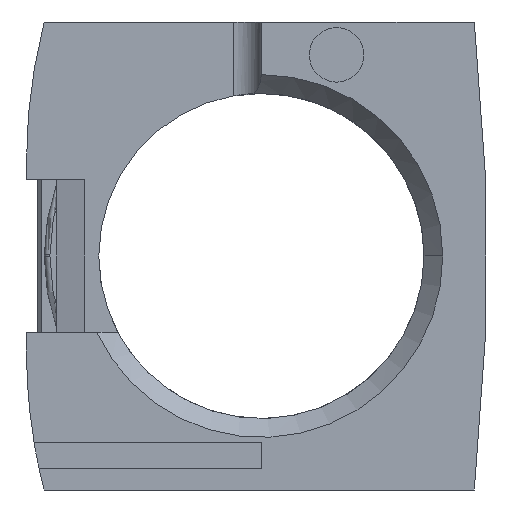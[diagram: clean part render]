
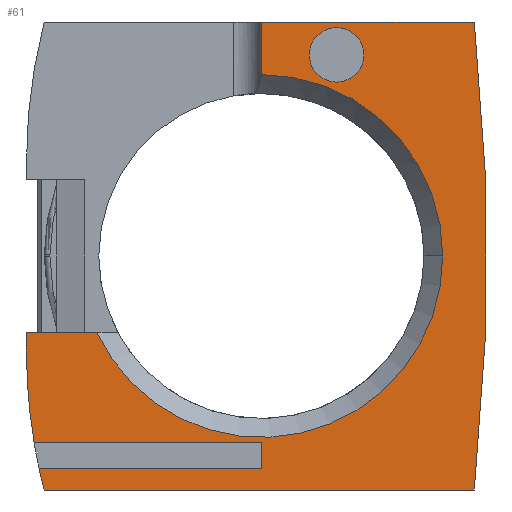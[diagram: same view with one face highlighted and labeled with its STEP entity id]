
A CAD part, left-side view. The second image highlights one B-rep face of the part: STEP entity #61.
In plain terms, the highlighted planar face has unit normal (-1, 0, 0).
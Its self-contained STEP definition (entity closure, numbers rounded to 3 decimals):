
#61=ADVANCED_FACE('',(#155,#156),#157,.T.);
#155=FACE_OUTER_BOUND('',#315,.T.);
#156=FACE_BOUND('',#316,.T.);
#157=PLANE('',#317);
#315=EDGE_LOOP('',(#575,#576,#577,#578,#579,#580,#581,#582,#583,#584,#585,#586,#587));
#316=EDGE_LOOP('',(#588,#589));
#317=AXIS2_PLACEMENT_3D('',#590,#591,#592);
#575=ORIENTED_EDGE('',*,*,#1086,.T.);
#576=ORIENTED_EDGE('',*,*,#1154,.T.);
#577=ORIENTED_EDGE('',*,*,#1155,.T.);
#578=ORIENTED_EDGE('',*,*,#1156,.T.);
#579=ORIENTED_EDGE('',*,*,#1157,.T.);
#580=ORIENTED_EDGE('',*,*,#1158,.T.);
#581=ORIENTED_EDGE('',*,*,#1159,.T.);
#582=ORIENTED_EDGE('',*,*,#1160,.F.);
#583=ORIENTED_EDGE('',*,*,#1161,.F.);
#584=ORIENTED_EDGE('',*,*,#1162,.F.);
#585=ORIENTED_EDGE('',*,*,#1163,.T.);
#586=ORIENTED_EDGE('',*,*,#1153,.T.);
#587=ORIENTED_EDGE('',*,*,#1148,.T.);
#588=ORIENTED_EDGE('',*,*,#1164,.F.);
#589=ORIENTED_EDGE('',*,*,#1165,.F.);
#590=CARTESIAN_POINT('',(-10.35,0.0,-11.3));
#591=DIRECTION('',(-1.0,0.0,0.0));
#592=DIRECTION('',(0.0,-1.0,0.0));
#1086=EDGE_CURVE('',#1293,#1290,#1294,.T.);
#1148=EDGE_CURVE('',#1406,#1293,#1407,.T.);
#1153=EDGE_CURVE('',#1409,#1406,#1415,.T.);
#1154=EDGE_CURVE('',#1290,#1416,#1417,.T.);
#1155=EDGE_CURVE('',#1416,#1418,#1419,.T.);
#1156=EDGE_CURVE('',#1418,#1420,#1421,.T.);
#1157=EDGE_CURVE('',#1420,#1422,#1423,.T.);
#1158=EDGE_CURVE('',#1422,#1424,#1425,.T.);
#1159=EDGE_CURVE('',#1424,#1426,#1427,.T.);
#1160=EDGE_CURVE('',#1428,#1426,#1429,.T.);
#1161=EDGE_CURVE('',#1430,#1428,#1431,.T.);
#1162=EDGE_CURVE('',#1432,#1430,#1433,.T.);
#1163=EDGE_CURVE('',#1432,#1409,#1434,.T.);
#1164=EDGE_CURVE('',#1435,#1436,#1437,.T.);
#1165=EDGE_CURVE('',#1436,#1435,#1438,.T.);
#1290=VERTEX_POINT('',#1618);
#1293=VERTEX_POINT('',#1622);
#1294=CIRCLE('',#1623,9.65);
#1406=VERTEX_POINT('',#1761);
#1407=LINE('',#1762,#1763);
#1409=VERTEX_POINT('',#1765);
#1415=LINE('',#1774,#1775);
#1416=VERTEX_POINT('',#1776);
#1417=CIRCLE('',#1777,9.65);
#1418=VERTEX_POINT('',#1778);
#1419=LINE('',#1779,#1780);
#1420=VERTEX_POINT('',#1781);
#1421=LINE('',#1782,#1783);
#1422=VERTEX_POINT('',#1784);
#1423=CIRCLE('',#1785,30.0);
#1424=VERTEX_POINT('',#1786);
#1425=LINE('',#1787,#1788);
#1426=VERTEX_POINT('',#1789);
#1427=LINE('',#1790,#1791);
#1428=VERTEX_POINT('',#1792);
#1429=LINE('',#1793,#1794);
#1430=VERTEX_POINT('',#1795);
#1431=CIRCLE('',#1796,30.0);
#1432=VERTEX_POINT('',#1797);
#1433=LINE('',#1798,#1799);
#1434=CIRCLE('',#1800,116.0);
#1435=VERTEX_POINT('',#1801);
#1436=VERTEX_POINT('',#1802);
#1437=CIRCLE('',#1803,1.45);
#1438=CIRCLE('',#1804,1.45);
#1618=CARTESIAN_POINT('',(-10.35,-9.65,0.));
#1622=CARTESIAN_POINT('',(-10.35,0.0,9.65));
#1623=AXIS2_PLACEMENT_3D('',#2075,#2076,#2077);
#1761=CARTESIAN_POINT('',(-10.35,0.0,12.45));
#1762=CARTESIAN_POINT('',(-10.35,0.0,12.45));
#1763=VECTOR('',#2225,2.8);
#1765=CARTESIAN_POINT('',(-10.35,-11.33,12.45));
#1774=CARTESIAN_POINT('',(-10.35,-11.33,12.45));
#1775=VECTOR('',#2232,11.33);
#1776=CARTESIAN_POINT('',(-10.35,8.759,-4.05));
#1777=AXIS2_PLACEMENT_3D('',#2233,#2234,#2235);
#1778=CARTESIAN_POINT('',(-10.35,12.5,-4.05));
#1779=CARTESIAN_POINT('',(-10.35,8.759,-4.05));
#1780=VECTOR('',#2236,3.741);
#1781=CARTESIAN_POINT('',(-10.35,12.5,-5.0));
#1782=CARTESIAN_POINT('',(-10.35,12.5,-4.05));
#1783=VECTOR('',#2237,0.95);
#1784=CARTESIAN_POINT('',(-10.35,12.097,-9.9));
#1785=AXIS2_PLACEMENT_3D('',#2238,#2239,#2240);
#1786=CARTESIAN_POINT('',(-10.35,0.0,-9.9));
#1787=CARTESIAN_POINT('',(-10.35,12.097,-9.9));
#1788=VECTOR('',#2241,12.097);
#1789=CARTESIAN_POINT('',(-10.35,0.0,-11.3));
#1790=CARTESIAN_POINT('',(-10.35,0.0,-9.9));
#1791=VECTOR('',#2242,1.4);
#1792=CARTESIAN_POINT('',(-10.35,11.831,-11.3));
#1793=CARTESIAN_POINT('',(-10.35,11.831,-11.3));
#1794=VECTOR('',#2243,11.831);
#1795=CARTESIAN_POINT('',(-10.35,11.56,-12.45));
#1796=AXIS2_PLACEMENT_3D('',#2244,#2245,#2246);
#1797=CARTESIAN_POINT('',(-10.35,-11.33,-12.45));
#1798=CARTESIAN_POINT('',(-10.35,-11.33,-12.45));
#1799=VECTOR('',#2247,22.89);
#1800=AXIS2_PLACEMENT_3D('',#2248,#2249,#2250);
#1801=CARTESIAN_POINT('',(-10.35,-4.0,12.15));
#1802=CARTESIAN_POINT('',(-10.35,-4.0,9.25));
#1803=AXIS2_PLACEMENT_3D('',#2251,#2252,#2253);
#1804=AXIS2_PLACEMENT_3D('',#2254,#2255,#2256);
#2075=CARTESIAN_POINT('',(-10.35,0.0,0.0));
#2076=DIRECTION('',(1.0,0.0,-0.0));
#2077=DIRECTION('',(0.0,0.0,1.0));
#2225=DIRECTION('',(0.0,0.0,-1.0));
#2232=DIRECTION('',(0.0,1.0,0.0));
#2233=CARTESIAN_POINT('',(-10.35,0.0,0.0));
#2234=DIRECTION('',(1.0,0.0,-0.0));
#2235=DIRECTION('',(0.0,0.0,1.0));
#2236=DIRECTION('',(0.0,1.0,0.0));
#2237=DIRECTION('',(0.0,0.0,-1.0));
#2238=CARTESIAN_POINT('',(-10.35,-17.5,-5.0));
#2239=DIRECTION('',(-1.0,0.0,0.0));
#2240=DIRECTION('',(0.0,1.0,0.0));
#2241=DIRECTION('',(0.0,-1.0,0.0));
#2242=DIRECTION('',(0.0,0.0,-1.0));
#2243=DIRECTION('',(0.0,-1.0,0.0));
#2244=CARTESIAN_POINT('',(-10.35,-17.5,-5.0));
#2245=DIRECTION('',(1.0,0.0,0.0));
#2246=DIRECTION('',(0.0,0.969,-0.248));
#2247=DIRECTION('',(0.0,1.0,0.0));
#2248=CARTESIAN_POINT('',(-10.35,104.0,0.0));
#2249=DIRECTION('',(-1.0,-0.0,0.0));
#2250=DIRECTION('',(0.0,-0.994,-0.107));
#2251=CARTESIAN_POINT('',(-10.35,-4.0,10.7));
#2252=DIRECTION('',(-1.0,0.0,0.0));
#2253=DIRECTION('',(0.0,0.0,1.0));
#2254=CARTESIAN_POINT('',(-10.35,-4.0,10.7));
#2255=DIRECTION('',(-1.0,0.0,0.0));
#2256=DIRECTION('',(0.0,0.0,-1.0));
